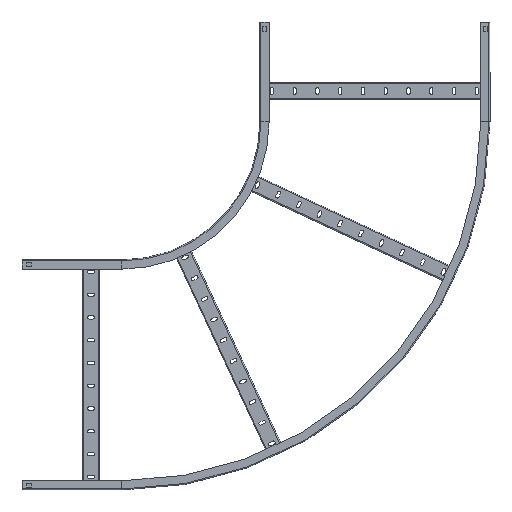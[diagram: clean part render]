
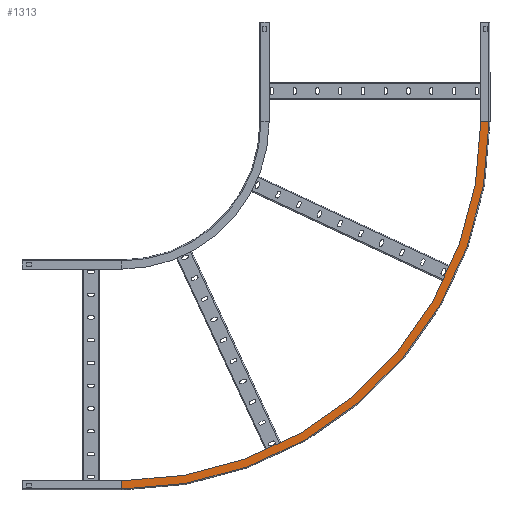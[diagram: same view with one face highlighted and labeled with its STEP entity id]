
A CAD part, front view. The second image highlights one B-rep face of the part: STEP entity #1313.
In plain terms, the highlighted planar face has unit normal (0, -1, 0).
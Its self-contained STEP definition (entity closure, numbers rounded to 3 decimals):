
#51 = AXIS2_PLACEMENT_3D ( 'NONE', #4908, #4850, #7412 ) ;
#145 = AXIS2_PLACEMENT_3D ( 'NONE', #5077, #6514, #5926 ) ;
#382 = VERTEX_POINT ( 'NONE', #2006 ) ;
#862 = EDGE_CURVE ( 'NONE', #382, #1546, #6713, .T. ) ;
#1135 = EDGE_LOOP ( 'NONE', ( #7159, #4904, #5357, #4376 ) ) ;
#1283 = CARTESIAN_POINT ( 'NONE',  ( 0., 0., -780. ) ) ;
#1313 = ADVANCED_FACE ( 'NONE', ( #3772 ), #7047, .F. ) ;
#1546 = VERTEX_POINT ( 'NONE', #5393 ) ;
#1720 = VECTOR ( 'NONE', #5273, 1000. ) ;
#1817 = EDGE_CURVE ( 'NONE', #2213, #1546, #7296, .T. ) ;
#2006 = CARTESIAN_POINT ( 'NONE',  ( 0., 0., -780. ) ) ;
#2141 = CARTESIAN_POINT ( 'NONE',  ( 797.8, 0., 0. ) ) ;
#2213 = VERTEX_POINT ( 'NONE', #2141 ) ;
#2236 = LINE ( 'NONE', #2412, #7222 ) ;
#2412 = CARTESIAN_POINT ( 'NONE',  ( 780., 0., 0. ) ) ;
#3055 = CARTESIAN_POINT ( 'NONE',  ( 780., 0., 0. ) ) ;
#3252 = DIRECTION ( 'NONE',  ( 0., 1., 0. ) ) ;
#3772 = FACE_OUTER_BOUND ( 'NONE', #1135, .T. ) ;
#4209 = CIRCLE ( 'NONE', #51, 780. ) ;
#4243 = AXIS2_PLACEMENT_3D ( 'NONE', #6395, #3252, #5159 ) ;
#4376 = ORIENTED_EDGE ( 'NONE', *, *, #862, .T. ) ;
#4850 = DIRECTION ( 'NONE',  ( 0., 1., 0. ) ) ;
#4904 = ORIENTED_EDGE ( 'NONE', *, *, #7318, .F. ) ;
#4908 = CARTESIAN_POINT ( 'NONE',  ( 0., 0., 0. ) ) ;
#5077 = CARTESIAN_POINT ( 'NONE',  ( 780., 0., 0. ) ) ;
#5159 = DIRECTION ( 'NONE',  ( 1., 0., 0. ) ) ;
#5273 = DIRECTION ( 'NONE',  ( 0., 0., -1. ) ) ;
#5357 = ORIENTED_EDGE ( 'NONE', *, *, #7090, .T. ) ;
#5393 = CARTESIAN_POINT ( 'NONE',  ( 0., 0., -797.8 ) ) ;
#5926 = DIRECTION ( 'NONE',  ( 0., 0., 1. ) ) ;
#6395 = CARTESIAN_POINT ( 'NONE',  ( 0., 0., 0. ) ) ;
#6514 = DIRECTION ( 'NONE',  ( 0., 1., 0. ) ) ;
#6713 = LINE ( 'NONE', #1283, #1720 ) ;
#6964 = DIRECTION ( 'NONE',  ( 1., 0., 0. ) ) ;
#7047 = PLANE ( 'NONE',  #145 ) ;
#7090 = EDGE_CURVE ( 'NONE', #8455, #382, #4209, .T. ) ;
#7159 = ORIENTED_EDGE ( 'NONE', *, *, #1817, .F. ) ;
#7222 = VECTOR ( 'NONE', #6964, 1000. ) ;
#7296 = CIRCLE ( 'NONE', #4243, 797.8 ) ;
#7318 = EDGE_CURVE ( 'NONE', #8455, #2213, #2236, .T. ) ;
#7412 = DIRECTION ( 'NONE',  ( 1., 0., 0. ) ) ;
#8455 = VERTEX_POINT ( 'NONE', #3055 ) ;
